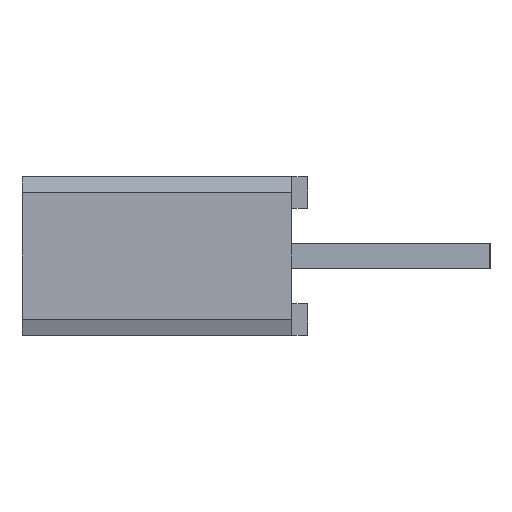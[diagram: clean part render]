
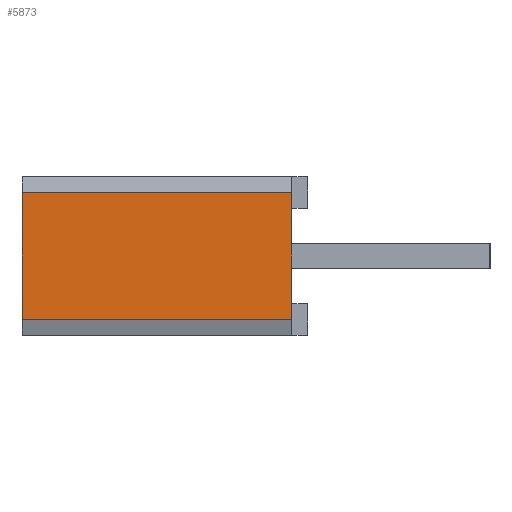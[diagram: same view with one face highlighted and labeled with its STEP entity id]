
A CAD part, left-side view. The second image highlights one B-rep face of the part: STEP entity #5873.
In plain terms, the highlighted planar face has unit normal (-1, 0, 0).
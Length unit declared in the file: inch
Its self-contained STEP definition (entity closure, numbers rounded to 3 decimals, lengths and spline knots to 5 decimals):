
#787=ORIENTED_EDGE('',*,*,#2148,.T.);
#788=ORIENTED_EDGE('',*,*,#2149,.T.);
#789=ORIENTED_EDGE('',*,*,#2150,.T.);
#790=ORIENTED_EDGE('',*,*,#2151,.F.);
#2148=EDGE_CURVE('',#2853,#2854,#3508,.T.);
#2149=EDGE_CURVE('',#2854,#2855,#3509,.T.);
#2150=EDGE_CURVE('',#2855,#2856,#3510,.T.);
#2151=EDGE_CURVE('',#2853,#2856,#3511,.T.);
#2853=VERTEX_POINT('',#8842);
#2854=VERTEX_POINT('',#8843);
#2855=VERTEX_POINT('',#8845);
#2856=VERTEX_POINT('',#8847);
#3508=LINE('',#8841,#4332);
#3509=LINE('',#8844,#4333);
#3510=LINE('',#8846,#4334);
#3511=LINE('',#8848,#4335);
#4332=VECTOR('',#7180,39.37008);
#4333=VECTOR('',#7181,39.37008);
#4334=VECTOR('',#7182,39.37008);
#4335=VECTOR('',#7183,39.37008);
#4867=EDGE_LOOP('',(#787,#788,#789,#790));
#5219=FACE_BOUND('',#4867,.T.);
#5551=PLANE('',#6222);
#5873=ADVANCED_FACE('',(#5219),#5551,.F.);
#6222=AXIS2_PLACEMENT_3D('',#8840,#7178,#7179);
#7178=DIRECTION('',(1.,0.,0.));
#7179=DIRECTION('',(0.,0.,-1.));
#7180=DIRECTION('',(0.,-1.,0.));
#7181=DIRECTION('',(0.,0.,1.));
#7182=DIRECTION('',(0.,1.,0.));
#7183=DIRECTION('',(0.,0.,1.));
#8840=CARTESIAN_POINT('',(-0.5,0.18,-0.05));
#8841=CARTESIAN_POINT('',(-0.5,0.18,-0.04));
#8842=CARTESIAN_POINT('',(-0.5,0.18,-0.04));
#8843=CARTESIAN_POINT('',(-0.5,0.01,-0.04));
#8844=CARTESIAN_POINT('',(-0.5,0.01,-0.03));
#8845=CARTESIAN_POINT('',(-0.5,0.01,0.04));
#8846=CARTESIAN_POINT('',(-0.5,0.18,0.04));
#8847=CARTESIAN_POINT('',(-0.5,0.18,0.04));
#8848=CARTESIAN_POINT('',(-0.5,0.18,-0.05));
